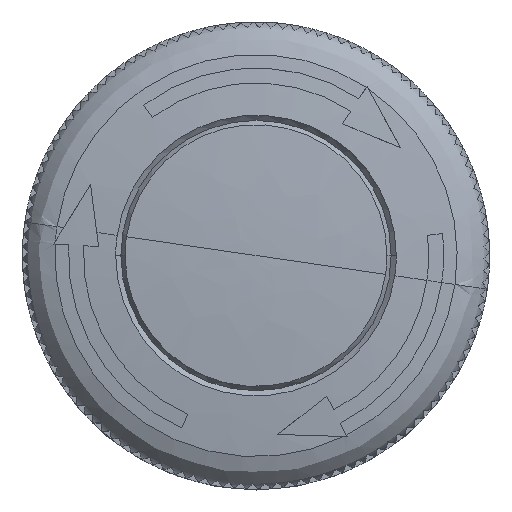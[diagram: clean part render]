
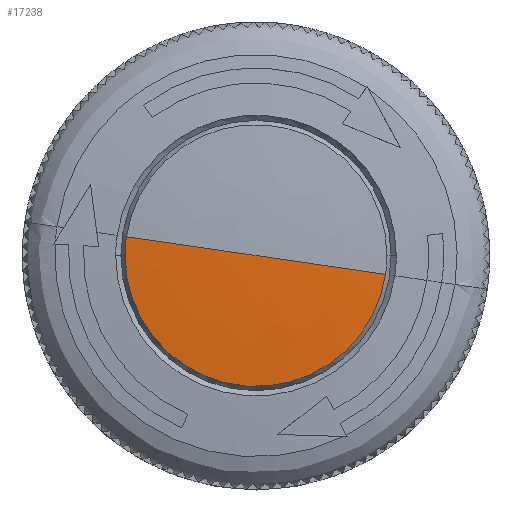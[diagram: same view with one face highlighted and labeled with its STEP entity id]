
A CAD part, top view. The second image highlights one B-rep face of the part: STEP entity #17238.
In plain terms, the highlighted free-form (B-spline) face has degree [3, 3] with [4, 4] control points.
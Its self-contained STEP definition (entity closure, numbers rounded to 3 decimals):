
#120 = CARTESIAN_POINT ( 'NONE',  ( 0., 0., 25.6 ) ) ;
#121 = CARTESIAN_POINT ( 'NONE',  ( 6.903, -1.003, 25.295 ) ) ;
#122 = CARTESIAN_POINT ( 'NONE',  ( -6.903, 1.003, 25.295 ) ) ;
#123 = CARTESIAN_POINT ( 'NONE',  ( -6.975, 0., 25.295 ) ) ;
#5255 = AXIS2_PLACEMENT_3D ( 'NONE', #7580, #7581, #7582 ) ;
#5257 = AXIS2_PLACEMENT_3D ( 'NONE', #7583, #7584, #7585 ) ;
#5258 = AXIS2_PLACEMENT_3D ( 'NONE', #7632, #7633, #7634 ) ;
#5261 = AXIS2_PLACEMENT_3D ( 'NONE', #7607, #7608, #7609 ) ;
#7580 = CARTESIAN_POINT ( 'NONE',  ( 0., 0., 25.295 ) ) ;
#7581 = DIRECTION ( 'NONE',  ( 0., 0., 1. ) ) ;
#7582 = DIRECTION ( 'NONE',  ( -0.99, 0.144, 0. ) ) ;
#7583 = CARTESIAN_POINT ( 'NONE',  ( 0., 0., -54.4 ) ) ;
#7584 = DIRECTION ( 'NONE',  ( 0.144, 0.99, 0. ) ) ;
#7585 = DIRECTION ( 'NONE',  ( 0., 0., 1. ) ) ;
#7607 = CARTESIAN_POINT ( 'NONE',  ( 0., 0., -54.4 ) ) ;
#7608 = DIRECTION ( 'NONE',  ( -0.144, -0.99, 0. ) ) ;
#7609 = DIRECTION ( 'NONE',  ( 0., 0., 1. ) ) ;
#7632 = CARTESIAN_POINT ( 'NONE',  ( 0., 0., 25.295 ) ) ;
#7633 = DIRECTION ( 'NONE',  ( 0., 0., 1. ) ) ;
#7634 = DIRECTION ( 'NONE',  ( -0.99, 0.144, 0. ) ) ;
#7921 = CARTESIAN_POINT ( 'NONE',  ( 0., 0., 25.6 ) ) ;
#7922 = CARTESIAN_POINT ( 'NONE',  ( 0., 0., 25.6 ) ) ;
#7923 = CARTESIAN_POINT ( 'NONE',  ( 0., 0., 25.6 ) ) ;
#7924 = CARTESIAN_POINT ( 'NONE',  ( 0., 0., 25.6 ) ) ;
#7925 = CARTESIAN_POINT ( 'NONE',  ( 2.305, -0.335, 25.6 ) ) ;
#7926 = CARTESIAN_POINT ( 'NONE',  ( 1.635, -4.944, 25.6 ) ) ;
#7927 = CARTESIAN_POINT ( 'NONE',  ( -2.974, -4.274, 25.6 ) ) ;
#7928 = CARTESIAN_POINT ( 'NONE',  ( -2.305, 0.335, 25.6 ) ) ;
#7929 = CARTESIAN_POINT ( 'NONE',  ( 4.607, -0.669, 25.498 ) ) ;
#7930 = CARTESIAN_POINT ( 'NONE',  ( 3.268, -9.883, 25.498 ) ) ;
#7931 = CARTESIAN_POINT ( 'NONE',  ( -5.945, -8.545, 25.498 ) ) ;
#7932 = CARTESIAN_POINT ( 'NONE',  ( -4.607, 0.669, 25.498 ) ) ;
#7933 = CARTESIAN_POINT ( 'NONE',  ( 6.903, -1.003, 25.295 ) ) ;
#7934 = CARTESIAN_POINT ( 'NONE',  ( 4.897, -14.808, 25.295 ) ) ;
#7935 = CARTESIAN_POINT ( 'NONE',  ( -8.908, -12.803, 25.295 ) ) ;
#7936 = CARTESIAN_POINT ( 'NONE',  ( -6.903, 1.003, 25.295 ) ) ;
#8864 = FACE_OUTER_BOUND ( 'NONE', #13183, .T. ) ;
#12278 = VERTEX_POINT ( 'NONE', #120 ) ;
#12279 = VERTEX_POINT ( 'NONE', #121 ) ;
#12280 = VERTEX_POINT ( 'NONE', #122 ) ;
#12281 = VERTEX_POINT ( 'NONE', #123 ) ;
#13183 = EDGE_LOOP ( 'NONE', ( #16523, #16535, #16554, #16516 ) ) ;
#14720 =( BOUNDED_SURFACE ( )  B_SPLINE_SURFACE ( 3, 3, ( 
 ( #7921, #7922, #7923, #7924 ),
 ( #7925, #7926, #7927, #7928 ),
 ( #7929, #7930, #7931, #7932 ),
 ( #7933, #7934, #7935, #7936 ) ),
 .UNSPECIFIED., .F., .F., .F. ) 
 B_SPLINE_SURFACE_WITH_KNOTS ( ( 4, 4 ),
 ( 4, 4 ),
 ( 0., 1. ),
 ( 0., 1. ),
 .UNSPECIFIED. ) 
 GEOMETRIC_REPRESENTATION_ITEM ( )  RATIONAL_B_SPLINE_SURFACE ( (
 ( 1., 0.333, 0.333, 1.),
 ( 0.999, 0.333, 0.333, 0.999),
 ( 0.999, 0.333, 0.333, 0.999),
 ( 1., 0.333, 0.333, 1.) ) ) 
 REPRESENTATION_ITEM ( '' )  SURFACE ( )  );
#16516 = ORIENTED_EDGE ( 'NONE', *, *, #17168, .T. ) ;
#16523 = ORIENTED_EDGE ( 'NONE', *, *, #17153, .F. ) ;
#16535 = ORIENTED_EDGE ( 'NONE', *, *, #17160, .T. ) ;
#16554 = ORIENTED_EDGE ( 'NONE', *, *, #17152, .T. ) ;
#17152 = EDGE_CURVE ( 'NONE', #12280, #12281, #17943, .T. ) ;
#17153 = EDGE_CURVE ( 'NONE', #12278, #12279, #17942, .T. ) ;
#17160 = EDGE_CURVE ( 'NONE', #12278, #12280, #17947, .T. ) ;
#17168 = EDGE_CURVE ( 'NONE', #12281, #12279, #17953, .T. ) ;
#17238 = ADVANCED_FACE ( 'NONE', ( #8864 ), #14720, .F. ) ;
#17942 = CIRCLE ( 'NONE', #5257, 80. ) ;
#17943 = CIRCLE ( 'NONE', #5255, 6.975 ) ;
#17947 = CIRCLE ( 'NONE', #5261, 80. ) ;
#17953 = CIRCLE ( 'NONE', #5258, 6.975 ) ;
